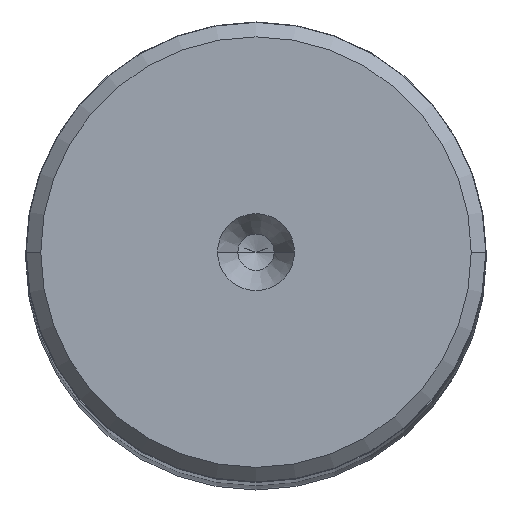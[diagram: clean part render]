
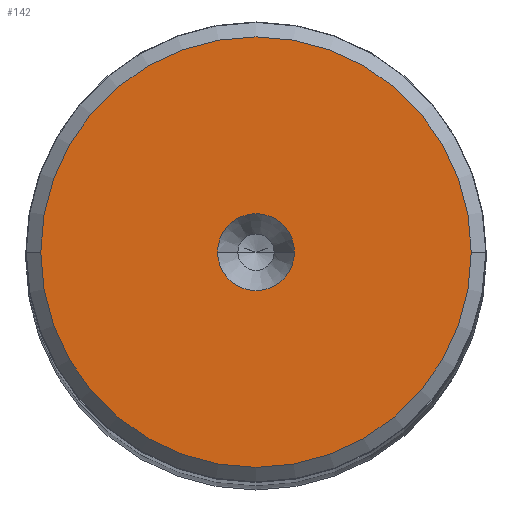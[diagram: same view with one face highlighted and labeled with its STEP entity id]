
A CAD part, top view. The second image highlights one B-rep face of the part: STEP entity #142.
In plain terms, the highlighted planar face has unit normal (0, 0, 1).
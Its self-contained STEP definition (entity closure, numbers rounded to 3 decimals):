
#112=PLANE('',#871);
#116=FACE_BOUND('',#256,.T.);
#117=FACE_BOUND('',#257,.T.);
#142=ADVANCED_FACE('',(#116,#117),#112,.T.);
#256=EDGE_LOOP('',(#322,#323,#324,#325));
#257=EDGE_LOOP('',(#326,#327));
#322=ORIENTED_EDGE('',*,*,#588,.T.);
#323=ORIENTED_EDGE('',*,*,#589,.T.);
#324=ORIENTED_EDGE('',*,*,#590,.T.);
#325=ORIENTED_EDGE('',*,*,#591,.T.);
#326=ORIENTED_EDGE('',*,*,#592,.T.);
#327=ORIENTED_EDGE('',*,*,#593,.T.);
#522=VERTEX_POINT('',#1324);
#523=VERTEX_POINT('',#1325);
#524=VERTEX_POINT('',#1327);
#525=VERTEX_POINT('',#1329);
#526=VERTEX_POINT('',#1332);
#527=VERTEX_POINT('',#1333);
#588=EDGE_CURVE('',#522,#523,#722,.T.);
#589=EDGE_CURVE('',#523,#524,#723,.T.);
#590=EDGE_CURVE('',#524,#525,#724,.T.);
#591=EDGE_CURVE('',#525,#522,#725,.T.);
#592=EDGE_CURVE('',#526,#527,#726,.T.);
#593=EDGE_CURVE('',#527,#526,#727,.T.);
#722=CIRCLE('',#865,14.84);
#723=CIRCLE('',#866,14.84);
#724=CIRCLE('',#867,14.84);
#725=CIRCLE('',#868,14.84);
#726=CIRCLE('',#869,2.65);
#727=CIRCLE('',#870,2.65);
#865=AXIS2_PLACEMENT_3D('',#1323,#1031,#1032);
#866=AXIS2_PLACEMENT_3D('',#1326,#1033,#1034);
#867=AXIS2_PLACEMENT_3D('',#1328,#1035,#1036);
#868=AXIS2_PLACEMENT_3D('',#1330,#1037,#1038);
#869=AXIS2_PLACEMENT_3D('',#1331,#1039,#1040);
#870=AXIS2_PLACEMENT_3D('',#1334,#1041,#1042);
#871=AXIS2_PLACEMENT_3D('',#1335,#1043,#1044);
#1031=DIRECTION('',(0.,0.,1.));
#1032=DIRECTION('',(0.,1.,0.));
#1033=DIRECTION('',(0.,0.,1.));
#1034=DIRECTION('',(-1.,0.,0.));
#1035=DIRECTION('',(0.,0.,1.));
#1036=DIRECTION('',(0.,-1.,0.));
#1037=DIRECTION('',(0.,0.,1.));
#1038=DIRECTION('',(1.,0.,0.));
#1039=DIRECTION('',(0.,0.,-1.));
#1040=DIRECTION('',(-1.,0.,0.));
#1041=DIRECTION('',(0.,0.,-1.));
#1042=DIRECTION('',(1.,0.,0.));
#1043=DIRECTION('',(0.,0.,1.));
#1044=DIRECTION('',(-1.,0.,0.));
#1323=CARTESIAN_POINT('',(0.,0.,0.));
#1324=CARTESIAN_POINT('',(0.,14.84,0.));
#1325=CARTESIAN_POINT('',(-14.84,0.,0.));
#1326=CARTESIAN_POINT('',(0.,0.,0.));
#1327=CARTESIAN_POINT('',(0.,-14.84,0.));
#1328=CARTESIAN_POINT('',(0.,0.,0.));
#1329=CARTESIAN_POINT('',(14.84,0.,0.));
#1330=CARTESIAN_POINT('',(0.,0.,0.));
#1331=CARTESIAN_POINT('',(0.,0.,0.));
#1332=CARTESIAN_POINT('',(-2.65,0.,0.));
#1333=CARTESIAN_POINT('',(2.65,0.,0.));
#1334=CARTESIAN_POINT('',(0.,0.,0.));
#1335=CARTESIAN_POINT('',(0.,0.,0.));
